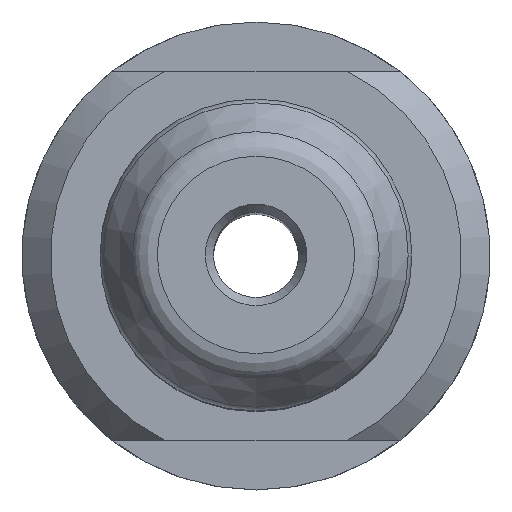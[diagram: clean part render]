
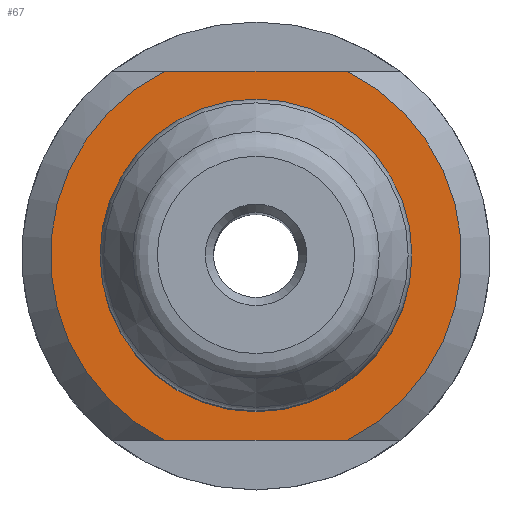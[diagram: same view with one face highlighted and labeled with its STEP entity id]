
A CAD part, top view. The second image highlights one B-rep face of the part: STEP entity #67.
In plain terms, the highlighted planar face has unit normal (0, 0, 1).
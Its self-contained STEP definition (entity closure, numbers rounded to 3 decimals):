
#67=ADVANCED_FACE('',(#128,#129),#102,.F.);
#102=PLANE('',#487);
#112=LINE('',#713,#120);
#113=LINE('',#718,#121);
#120=VECTOR('',#563,1.);
#121=VECTOR('',#566,1.);
#128=FACE_BOUND('',#186,.T.);
#129=FACE_BOUND('',#187,.T.);
#186=EDGE_LOOP('',(#250));
#187=EDGE_LOOP('',(#251,#252,#253,#254));
#250=ORIENTED_EDGE('',*,*,#382,.T.);
#251=ORIENTED_EDGE('',*,*,#383,.F.);
#252=ORIENTED_EDGE('',*,*,#384,.T.);
#253=ORIENTED_EDGE('',*,*,#385,.T.);
#254=ORIENTED_EDGE('',*,*,#386,.T.);
#342=VERTEX_POINT('',#712);
#343=VERTEX_POINT('',#714);
#344=VERTEX_POINT('',#715);
#345=VERTEX_POINT('',#717);
#346=VERTEX_POINT('',#719);
#382=EDGE_CURVE('',#342,#342,#428,.T.);
#383=EDGE_CURVE('',#343,#344,#112,.T.);
#384=EDGE_CURVE('',#343,#345,#429,.T.);
#385=EDGE_CURVE('',#345,#346,#113,.T.);
#386=EDGE_CURVE('',#346,#344,#430,.T.);
#428=CIRCLE('',#484,5.5);
#429=CIRCLE('',#485,7.25);
#430=CIRCLE('',#486,7.25);
#484=AXIS2_PLACEMENT_3D('',#711,#561,#562);
#485=AXIS2_PLACEMENT_3D('',#716,#564,#565);
#486=AXIS2_PLACEMENT_3D('',#720,#567,#568);
#487=AXIS2_PLACEMENT_3D('',#721,#569,#570);
#561=DIRECTION('',(0.,0.,-1.));
#562=DIRECTION('',(0.,1.,0.));
#563=DIRECTION('',(1.,0.,0.));
#564=DIRECTION('',(0.,0.,1.));
#565=DIRECTION('',(0.,1.,0.));
#566=DIRECTION('',(1.,0.,0.));
#567=DIRECTION('',(0.,0.,1.));
#568=DIRECTION('',(0.,1.,0.));
#569=DIRECTION('',(0.,0.,-1.));
#570=DIRECTION('',(0.,1.,0.));
#711=CARTESIAN_POINT('',(0.,0.,5.));
#712=CARTESIAN_POINT('',(0.,5.5,5.));
#713=CARTESIAN_POINT('',(-9.075,6.5,5.));
#714=CARTESIAN_POINT('',(-3.211,6.5,5.));
#715=CARTESIAN_POINT('',(3.211,6.5,5.));
#716=CARTESIAN_POINT('',(0.,0.,5.));
#717=CARTESIAN_POINT('',(-3.211,-6.5,5.));
#718=CARTESIAN_POINT('',(-9.075,-6.5,5.));
#719=CARTESIAN_POINT('',(3.211,-6.5,5.));
#720=CARTESIAN_POINT('',(0.,0.,5.));
#721=CARTESIAN_POINT('',(0.,3.5,5.));
